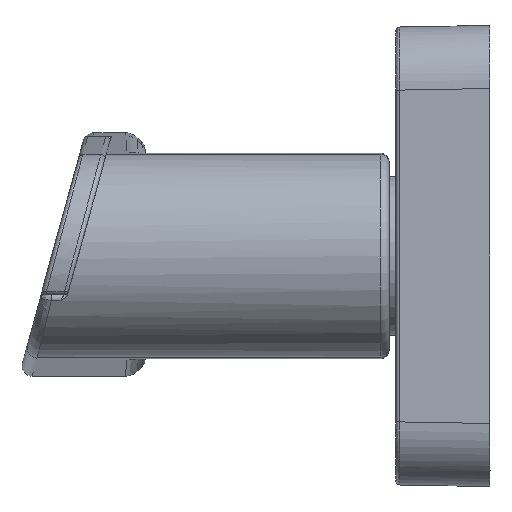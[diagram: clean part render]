
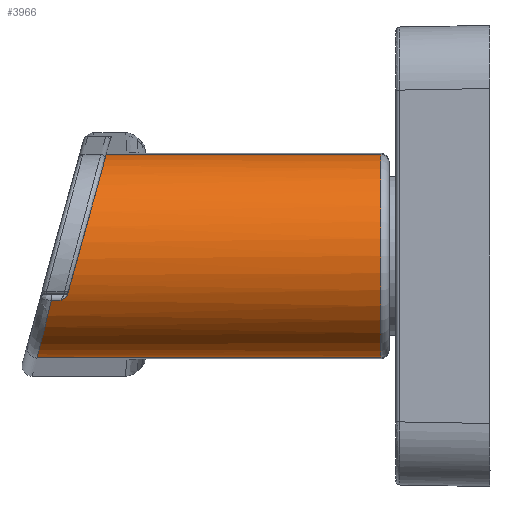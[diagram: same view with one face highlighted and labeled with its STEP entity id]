
A CAD part, left-side view. The second image highlights one B-rep face of the part: STEP entity #3966.
In plain terms, the highlighted cylindrical face has radius 12.083 mm (diameter 24.166 mm), a partial arc.
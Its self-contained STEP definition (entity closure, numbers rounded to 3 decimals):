
#329=DIRECTION('',(0.,-1.,0.));
#330=VECTOR('',#329,12.618);
#331=CARTESIAN_POINT('',(-58.298,5.815,-12.079));
#332=LINE('',#331,#330);
#538=DIRECTION('',(0.,1.,0.));
#539=VECTOR('',#538,1.143);
#540=CARTESIAN_POINT('',(-68.866,2.979,-5.285));
#541=LINE('',#540,#539);
#542=CARTESIAN_POINT('',(-58.,-35.,0.));
#543=DIRECTION('',(0.,-1.,0.));
#544=DIRECTION('',(-0.024,0.,1.));
#545=AXIS2_PLACEMENT_3D('',#542,#543,#544);
#547=CARTESIAN_POINT('',(-68.866,4.122,-5.285));
#548=CARTESIAN_POINT('',(-68.672,4.221,-5.682));
#549=CARTESIAN_POINT('',(-68.261,4.404,-6.416));
#550=CARTESIAN_POINT('',(-67.621,4.633,-7.335));
#551=CARTESIAN_POINT('',(-66.971,4.827,-8.114));
#552=CARTESIAN_POINT('',(-66.31,4.995,-8.788));
#553=CARTESIAN_POINT('',(-65.619,5.146,-9.393));
#554=CARTESIAN_POINT('',(-64.88,5.284,-9.947));
#555=CARTESIAN_POINT('',(-64.096,5.408,-10.446));
#556=CARTESIAN_POINT('',(-63.276,5.517,-10.883));
#557=CARTESIAN_POINT('',(-62.42,5.611,-11.259));
#558=CARTESIAN_POINT('',(-61.517,5.689,-11.573));
#559=CARTESIAN_POINT('',(-60.559,5.751,-11.823));
#560=CARTESIAN_POINT('',(-59.515,5.797,-12.005));
#561=CARTESIAN_POINT('',(-58.717,5.813,-12.069));
#562=CARTESIAN_POINT('',(-58.298,5.815,-12.079));
#564=CARTESIAN_POINT('',(-68.866,2.979,-5.285));
#581=CARTESIAN_POINT('',(-69.188,2.2,-4.564));
#582=CARTESIAN_POINT('',(-69.165,2.215,-4.618));
#583=CARTESIAN_POINT('',(-69.121,2.261,-4.725));
#584=CARTESIAN_POINT('',(-69.054,2.382,-4.881));
#585=CARTESIAN_POINT('',(-68.99,2.548,-5.023));
#586=CARTESIAN_POINT('',(-68.929,2.75,-5.154));
#587=CARTESIAN_POINT('',(-68.888,2.901,-5.24));
#588=CARTESIAN_POINT('',(-68.866,2.979,-5.285));
#704=CARTESIAN_POINT('',(-58.288,-2.405,12.079));
#705=CARTESIAN_POINT('',(-58.875,-2.401,12.065));
#706=CARTESIAN_POINT('',(-60.034,-2.37,11.953));
#707=CARTESIAN_POINT('',(-61.744,-2.253,11.533));
#708=CARTESIAN_POINT('',(-63.379,-2.069,10.867));
#709=CARTESIAN_POINT('',(-64.909,-1.82,9.965));
#710=CARTESIAN_POINT('',(-66.299,-1.509,8.842));
#711=CARTESIAN_POINT('',(-67.517,-1.142,7.517));
#712=CARTESIAN_POINT('',(-68.531,-0.727,
6.016));
#713=CARTESIAN_POINT('',(-69.314,-0.272,
4.371));
#714=CARTESIAN_POINT('',(-69.843,0.213,2.619));
#715=CARTESIAN_POINT('',(-70.103,0.715,
0.802));
#716=CARTESIAN_POINT('',(-70.085,1.223,-1.034));
#717=CARTESIAN_POINT('',(-69.789,1.726,-2.848));
#718=CARTESIAN_POINT('',(-69.418,2.044,-4.));
#719=CARTESIAN_POINT('',(-69.188,2.2,-4.564));
#721=CARTESIAN_POINT('',(-69.188,2.2,-4.564));
#1188=DIRECTION('',(0.,1.,0.));
#1189=VECTOR('',#1188,32.595);
#1190=CARTESIAN_POINT('',(-58.288,-35.,12.079));
#1191=LINE('',#1190,#1189);
#2384=DIRECTION('',(0.,-1.,0.));
#2385=VECTOR('',#2384,28.197);
#2386=CARTESIAN_POINT('',(-58.298,-6.803,
-12.079));
#2387=LINE('',#2386,#2385);
#2859=VERTEX_POINT('',#547);
#2860=VERTEX_POINT('',#562);
#2893=CARTESIAN_POINT('',(-58.298,-6.803,
-12.079));
#2894=VERTEX_POINT('',#2893);
#2908=CARTESIAN_POINT('',(-58.288,-35.,12.079));
#2910=VERTEX_POINT('',#2908);
#2913=CARTESIAN_POINT('',(-58.298,-35.,-12.079));
#2914=VERTEX_POINT('',#2913);
#2980=CARTESIAN_POINT('',(-58.288,-2.405,
12.079));
#2981=VERTEX_POINT('',#2980);
#3007=VERTEX_POINT('',#564);
#3008=VERTEX_POINT('',#721);
#3945=CARTESIAN_POINT('',(-58.,-8.,0.));
#3946=DIRECTION('',(0.,1.,0.));
#3947=DIRECTION('',(1.,0.,0.));
#3948=AXIS2_PLACEMENT_3D('',#3945,#3946,#3947);
#3949=CYLINDRICAL_SURFACE('',#3948,12.083);
#3951=ORIENTED_EDGE('',*,*,#3950,.F.);
#3953=ORIENTED_EDGE('',*,*,#3952,.F.);
#3955=ORIENTED_EDGE('',*,*,#3954,.F.);
#3957=ORIENTED_EDGE('',*,*,#3956,.F.);
#3959=ORIENTED_EDGE('',*,*,#3958,.T.);
#3961=ORIENTED_EDGE('',*,*,#3960,.F.);
#3962=ORIENTED_EDGE('',*,*,#3825,.F.);
#3963=ORIENTED_EDGE('',*,*,#3936,.F.);
#3964=EDGE_LOOP('',(#3951,#3953,#3955,#3957,#3959,#3961,#3962,#3963));
#3965=FACE_OUTER_BOUND('',#3964,.F.);
#3966=ADVANCED_FACE('',(#3965),#3949,.T.);
#546=CIRCLE('',#545,12.083);
#563=B_SPLINE_CURVE_WITH_KNOTS('',3,(#547,#548,#549,#550,#551,#552,#553,#554,
#555,#556,#557,#558,#559,#560,#561,#562),.UNSPECIFIED.,.F.,.F.,(4,1,1,1,1,1,1,1,
1,1,1,1,1,4),(0.,0.077,0.154,0.231,
0.308,0.385,0.462,0.538,
0.615,0.692,0.769,0.846,
0.923,1.),.UNSPECIFIED.);
#589=B_SPLINE_CURVE_WITH_KNOTS('',3,(#581,#582,#583,#584,#585,#586,#587,#588),
.UNSPECIFIED.,.F.,.F.,(4,1,1,1,1,4),(0.,0.2,0.4,0.6,0.8,1.),
.UNSPECIFIED.);
#720=B_SPLINE_CURVE_WITH_KNOTS('',3,(#704,#705,#706,#707,#708,#709,#710,#711,
#712,#713,#714,#715,#716,#717,#718,#719),.UNSPECIFIED.,.F.,.F.,(4,1,1,1,1,1,1,1,
1,1,1,1,1,4),(0.,0.077,0.154,0.231,
0.308,0.385,0.462,0.538,
0.615,0.692,0.769,0.846,
0.923,1.),.UNSPECIFIED.);
#3825=EDGE_CURVE('',#2860,#2894,#332,.T.);
#3936=EDGE_CURVE('',#2859,#2860,#563,.T.);
#3950=EDGE_CURVE('',#3007,#2859,#541,.T.);
#3952=EDGE_CURVE('',#3008,#3007,#589,.T.);
#3954=EDGE_CURVE('',#2981,#3008,#720,.T.);
#3956=EDGE_CURVE('',#2910,#2981,#1191,.T.);
#3958=EDGE_CURVE('',#2910,#2914,#546,.T.);
#3960=EDGE_CURVE('',#2894,#2914,#2387,.T.);
